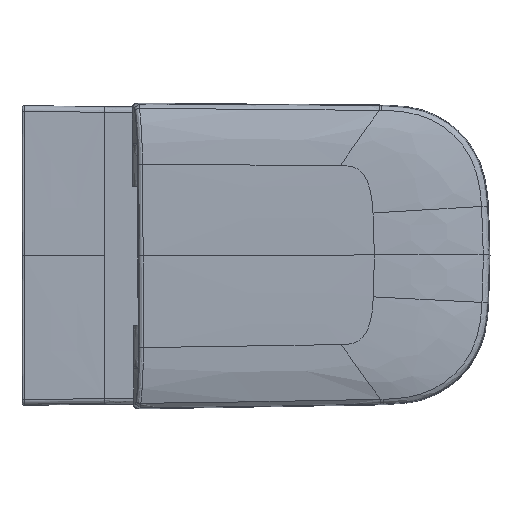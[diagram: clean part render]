
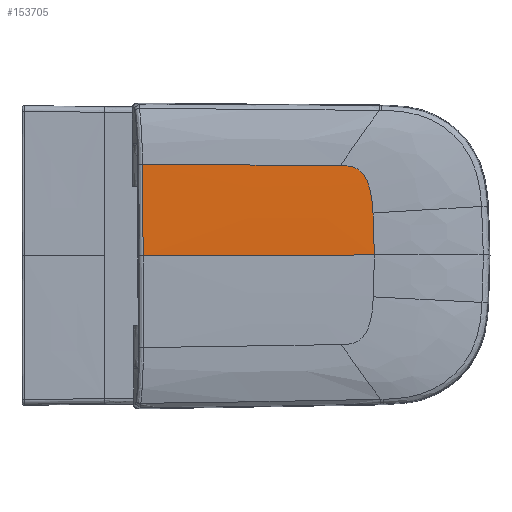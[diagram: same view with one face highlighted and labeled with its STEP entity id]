
A CAD part, top view. The second image highlights one B-rep face of the part: STEP entity #153705.
In plain terms, the highlighted free-form (B-spline) face has degree [3, 3] with [4, 4] control points.
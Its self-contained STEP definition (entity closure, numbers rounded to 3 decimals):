
#151335=CARTESIAN_POINT('',(5.243,-111.496,25.14));
#151336=VERTEX_POINT('',#151335);
#151344=CARTESIAN_POINT('',(-235.648,-108.957,24.721));
#151345=VERTEX_POINT('',#151344);
#151346=CARTESIAN_POINT('',(-235.648,-108.957,24.721));
#151347=CARTESIAN_POINT('',(-180.816,-109.799,25.021));
#151348=CARTESIAN_POINT('',(-100.521,-110.645,25.161));
#151349=CARTESIAN_POINT('',(5.243,-111.496,25.14));
#151350=B_SPLINE_CURVE_WITH_KNOTS('',3,(#151346,#151347,#151348,#151349),.UNSPECIFIED.,.F.,.U.,(4,4),(0.,0.976),.UNSPECIFIED.);
#151351=EDGE_CURVE('',#151345,#151336,#151350,.T.);
#153119=CARTESIAN_POINT('',(-276.467,0.,25.164));
#153120=VERTEX_POINT('',#153119);
#153207=CARTESIAN_POINT('',(4.943,0.,26.));
#153208=VERTEX_POINT('',#153207);
#153339=CARTESIAN_POINT('',(5.243,-111.496,25.14));
#153340=CARTESIAN_POINT('',(5.229,-108.806,25.209));
#153341=CARTESIAN_POINT('',(5.177,-103.55,25.321));
#153342=CARTESIAN_POINT('',(5.091,-87.605,25.585));
#153343=CARTESIAN_POINT('',(5.007,-63.718,25.814));
#153344=CARTESIAN_POINT('',(4.963,-37.169,25.944));
#153345=CARTESIAN_POINT('',(4.946,-15.92,25.992));
#153346=CARTESIAN_POINT('',(4.943,-5.327,26.));
#153347=CARTESIAN_POINT('',(4.943,0.,26.));
#153348=B_SPLINE_CURVE_WITH_KNOTS('',3,(#153339,#153340,#153341,#153342,#153343,#153344,#153345,#153346,#153347),.UNSPECIFIED.,.F.,.U.,(4,1,1,1,1,1,4),(8.46,9.281,10.105,13.402,16.699,18.348,19.996),.UNSPECIFIED.);
#153349=EDGE_CURVE('',#151336,#153208,#153348,.T.);
#153629=CARTESIAN_POINT('',(4.943,0.0,26.));
#153630=CARTESIAN_POINT('',(-140.129,0.0,25.99));
#153631=CARTESIAN_POINT('',(-233.918,0.0,25.711));
#153632=CARTESIAN_POINT('',(-276.467,0.0,25.164));
#153633=B_SPLINE_CURVE_WITH_KNOTS('',3,(#153629,#153630,#153631,#153632),.UNSPECIFIED.,.F.,.U.,(4,4),(0.017,0.932),.UNSPECIFIED.);
#153634=EDGE_CURVE('',#153208,#153120,#153633,.T.);
#153643=CARTESIAN_POINT('',(5.243,0.,26.));
#153644=CARTESIAN_POINT('',(-140.,0.,25.99));
#153645=CARTESIAN_POINT('',(-233.889,0.,25.712));
#153646=CARTESIAN_POINT('',(-276.467,0.,25.164));
#153647=CARTESIAN_POINT('',(5.243,-48.095,26.));
#153648=CARTESIAN_POINT('',(-140.,-48.095,25.99));
#153649=CARTESIAN_POINT('',(-233.889,-48.095,25.712));
#153650=CARTESIAN_POINT('',(-276.467,-48.095,25.164));
#153651=CARTESIAN_POINT('',(5.243,-90.235,25.684));
#153652=CARTESIAN_POINT('',(-140.,-90.235,25.674));
#153653=CARTESIAN_POINT('',(-233.888,-90.235,25.396));
#153654=CARTESIAN_POINT('',(-276.463,-90.235,24.849));
#153655=CARTESIAN_POINT('',(5.243,-111.496,25.139));
#153656=CARTESIAN_POINT('',(-140.001,-111.496,25.129));
#153657=CARTESIAN_POINT('',(-233.886,-111.496,24.851));
#153658=CARTESIAN_POINT('',(-276.456,-111.496,24.304));
#153659=B_SPLINE_SURFACE_WITH_KNOTS('',3,3,((#153643,#153647,#153651,#153655),(#153644,#153648,#153652,#153656),(#153645,#153649,#153653,#153657),(#153646,#153650,#153654,#153658)),.UNSPECIFIED.,.F.,.F.,.U.,(4,4),(4,4),(0.017,0.932),(0.0,0.836),.UNSPECIFIED.);
#153660=ORIENTED_EDGE('',*,*,#153634,.T.);
#153661=CARTESIAN_POINT('',(-275.051,-51.077,25.052));
#153662=VERTEX_POINT('',#153661);
#153663=CARTESIAN_POINT('',(-276.467,0.,25.164));
#153664=CARTESIAN_POINT('',(-276.467,-17.044,25.164));
#153665=CARTESIAN_POINT('',(-275.995,-34.07,25.132));
#153666=CARTESIAN_POINT('',(-275.051,-51.077,25.052));
#153667=B_SPLINE_CURVE_WITH_KNOTS('',3,(#153663,#153664,#153665,#153666),.UNSPECIFIED.,.F.,.U.,(4,4),(0.,1.),.UNSPECIFIED.);
#153668=EDGE_CURVE('',#153120,#153662,#153667,.T.);
#153669=ORIENTED_EDGE('',*,*,#153668,.T.);
#153670=CARTESIAN_POINT('',(-275.051,-51.077,25.052));
#153671=CARTESIAN_POINT('',(-274.899,-53.804,25.038));
#153672=CARTESIAN_POINT('',(-274.739,-56.458,25.024));
#153673=CARTESIAN_POINT('',(-274.545,-59.041,25.009));
#153674=CARTESIAN_POINT('',(-274.351,-61.623,24.995));
#153675=CARTESIAN_POINT('',(-274.124,-64.134,24.98));
#153676=CARTESIAN_POINT('',(-273.845,-66.572,24.965));
#153677=CARTESIAN_POINT('',(-273.286,-71.447,24.934));
#153678=CARTESIAN_POINT('',(-272.516,-76.028,24.902));
#153679=CARTESIAN_POINT('',(-271.454,-80.24,24.869));
#153680=CARTESIAN_POINT('',(-270.392,-84.452,24.837));
#153681=CARTESIAN_POINT('',(-269.039,-88.295,24.804));
#153682=CARTESIAN_POINT('',(-267.388,-91.67,24.775));
#153683=CARTESIAN_POINT('',(-265.736,-95.045,24.745));
#153684=CARTESIAN_POINT('',(-263.786,-97.951,24.718));
#153685=CARTESIAN_POINT('',(-261.57,-100.322,24.698));
#153686=CARTESIAN_POINT('',(-259.353,-102.693,24.678));
#153687=CARTESIAN_POINT('',(-256.87,-104.53,24.665));
#153688=CARTESIAN_POINT('',(-254.171,-105.846,24.659));
#153689=CARTESIAN_POINT('',(-251.472,-107.163,24.654));
#153690=CARTESIAN_POINT('',(-248.557,-107.959,24.658));
#153691=CARTESIAN_POINT('',(-245.462,-108.396,24.669));
#153692=CARTESIAN_POINT('',(-243.915,-108.615,24.675));
#153693=CARTESIAN_POINT('',(-242.323,-108.744,24.682));
#153694=CARTESIAN_POINT('',(-240.688,-108.822,24.691));
#153695=CARTESIAN_POINT('',(-239.052,-108.901,24.7));
#153696=CARTESIAN_POINT('',(-237.372,-108.929,24.71));
#153697=CARTESIAN_POINT('',(-235.648,-108.956,24.721));
#153698=B_SPLINE_CURVE_WITH_KNOTS('',3,(#153670,#153671,#153672,#153673,#153674,#153675,#153676,#153677,#153678,#153679,#153680,#153681,#153682,#153683,#153684,#153685,#153686,#153687,#153688,#153689,#153690,#153691,#153692,#153693,#153694,#153695,#153696,#153697),.UNSPECIFIED.,.F.,.U.,(4,3,3,3,3,3,3,3,3,4),(-1.,-0.929,-0.857,-0.714,-0.571,-0.429,-0.286,-0.143,-0.071,0.),.UNSPECIFIED.);
#153699=EDGE_CURVE('',#153662,#151345,#153698,.T.);
#153700=ORIENTED_EDGE('',*,*,#153699,.T.);
#153701=ORIENTED_EDGE('',*,*,#151351,.T.);
#153702=ORIENTED_EDGE('',*,*,#153349,.T.);
#153703=EDGE_LOOP('',(#153660,#153669,#153700,#153701,#153702));
#153704=FACE_OUTER_BOUND('',#153703,.T.);
#153705=ADVANCED_FACE('',(#153704),#153659,.T.);
